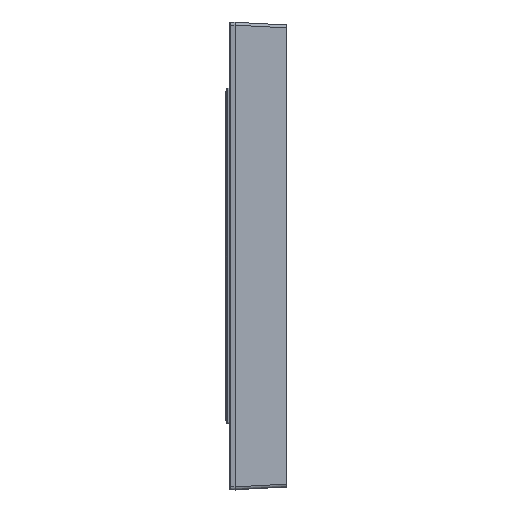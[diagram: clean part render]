
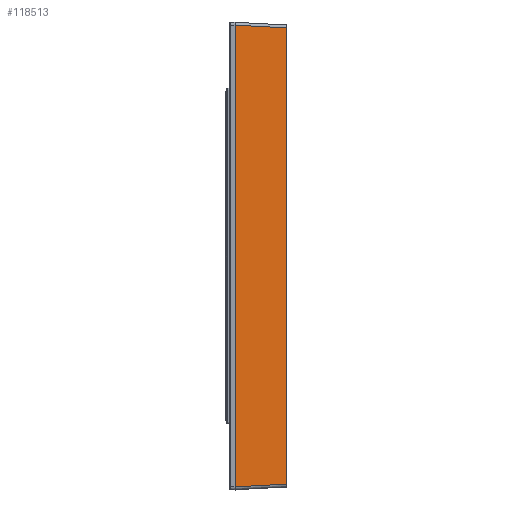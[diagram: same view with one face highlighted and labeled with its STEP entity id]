
A CAD part, left-side view. The second image highlights one B-rep face of the part: STEP entity #118513.
In plain terms, the highlighted planar face has unit normal (-0.999, -0.052, 0).
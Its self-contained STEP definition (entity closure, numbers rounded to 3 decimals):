
#42050=CARTESIAN_POINT('',(-40.228,0.,-39.729));
#42117=DIRECTION('',(-0.052,0.997,0.052));
#42118=VECTOR('',#42117,9.025);
#42119=CARTESIAN_POINT('',(-40.228,0.,39.729));
#42120=LINE('75020',#42119,#42118);
#42124=DIRECTION('',(0.,0.,-1.));
#42125=VECTOR('',#42124,79.458);
#42126=CARTESIAN_POINT('',(-40.228,0.,39.729));
#42127=LINE('75030',#42126,#42125);
#42131=DIRECTION('',(-0.052,0.997,-0.052));
#42132=VECTOR('',#42131,9.025);
#42133=CARTESIAN_POINT('',(-40.228,0.,-39.729));
#42134=LINE('75025',#42133,#42132);
#42180=DIRECTION('',(0.,0.,-1.));
#42181=VECTOR('',#42180,80.401);
#42182=CARTESIAN_POINT('',(-40.7,9.,40.201));
#42183=LINE('75034',#42182,#42181);
#64979=CARTESIAN_POINT('',(-40.228,0.,39.729));
#64980=CARTESIAN_POINT('',(-40.7,9.,40.201));
#64981=VERTEX_POINT('',#64979);
#64982=VERTEX_POINT('',#64980);
#64990=VERTEX_POINT('',#42050);
#64991=CARTESIAN_POINT('',(-40.7,9.,-40.201));
#64992=VERTEX_POINT('',#64991);
#118500=CARTESIAN_POINT('',(-40.7,9.,40.7));
#118501=DIRECTION('',(0.999,0.052,0.));
#118502=DIRECTION('',(0.,0.,-1.));
#118503=AXIS2_PLACEMENT_3D('',#118500,#118501,#118502);
#118504=PLANE('58693',#118503);
#118505=ORIENTED_EDGE('75020',*,*,#118484,.F.);
#118506=ORIENTED_EDGE('75030',*,*,#118404,.T.);
#118508=ORIENTED_EDGE('75025',*,*,#118507,.T.);
#118510=ORIENTED_EDGE('75034',*,*,#118509,.F.);
#118511=EDGE_LOOP('58693',(#118505,#118506,#118508,#118510));
#118512=FACE_OUTER_BOUND('58693',#118511,.F.);
#118513=ADVANCED_FACE('58693',(#118512),#118504,.F.);
#118404=EDGE_CURVE('75030',#64981,#64990,#42127,.T.);
#118484=EDGE_CURVE('75020',#64981,#64982,#42120,.T.);
#118507=EDGE_CURVE('75025',#64990,#64992,#42134,.T.);
#118509=EDGE_CURVE('75034',#64982,#64992,#42183,.T.);
